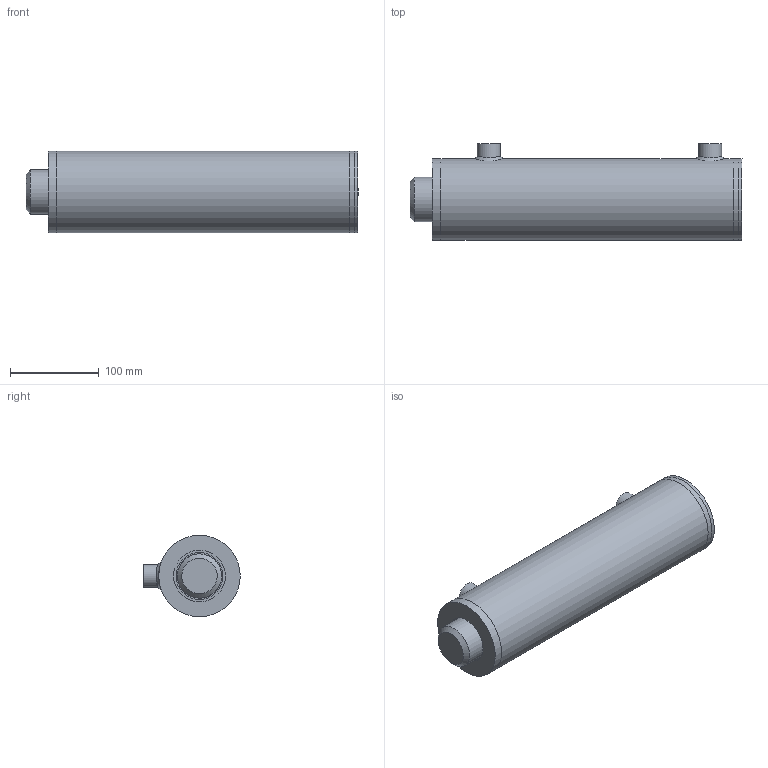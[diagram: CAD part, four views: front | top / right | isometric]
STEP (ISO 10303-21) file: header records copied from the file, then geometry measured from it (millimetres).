
FILE_DESCRIPTION(/* description */ (''),/* implementation_level */ '2;1');
FILE_NAME(/* name */ 'CY0800500200A00A00-1.stp',/* time_stamp */ '2023-06-01T08:34:14+02:00',/* author */ ('msn'),/* organization */ (''),/* preprocessor_version */ 'ST-DEVELOPER v19.2',/* originating_system */ 'Autodesk Inventor 2024',/* authorisation */ '');
FILE_SCHEMA (('AUTOMOTIVE_DESIGN { 1 0 10303 214 3 1 1 }'));
Length unit declared in the file: millimetre
Products named in the file (9): CY0800500200A00A00-1; CY0800500200A00A00-1_1; rør ø92; NBT009208050; Stok Ø50; NBP000080030; Wuerth_036830_DIN 985, stål I6I/I8I, forzinket; NBF00080092; NBBORSG3-8
Assembly tree (9 placements, depth 2):
  CY0800500200A00A00-1
    CY0800500200A00A00-1_1
    rør ø92
    NBT009208050
    Stok Ø50
    NBP000080030
    Wuerth_036830_DIN 985, stål I6I/I8I, forzinket
    NBF00080092
    NBBORSG3-8  x2
Bounding box: 375 x 108.87 x 92 mm (x, y, z)
Volume: 1591051.1 mm3; surface area: 342099.3 mm2
Topology: 11 solids, 11 shells, 132 faces, 261 edges, 169 vertices
Faces by surface type: cylinder 49, plane 46, cone 35, bspline 2
Full cylindrical faces by diameter (mm): 7 x2, 14.95 x2, 26 x4, 27 x1, 30 x5, 35.08 x1, 50 x4, 53 x2, 58.6 x1, 60 x1, 65 x1, 70 x1, 75 x2, 80 x7, 84 x1, 85 x2, 92 x4
Entity records: 4612 total; most frequent: CARTESIAN_POINT 1580, DIRECTION 616, ORIENTED_EDGE 500, AXIS2_PLACEMENT_3D 270, EDGE_CURVE 250, EDGE_LOOP 164, VERTEX_POINT 162, CIRCLE 128
